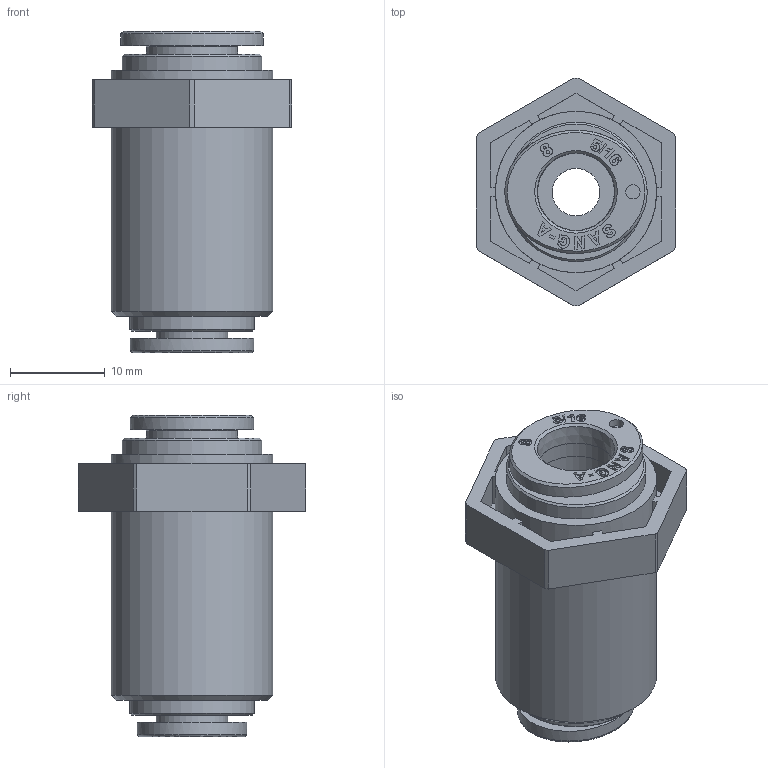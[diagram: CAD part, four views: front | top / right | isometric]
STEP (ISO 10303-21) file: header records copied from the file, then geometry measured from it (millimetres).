
FILE_DESCRIPTION((''),'2;1');
FILE_NAME('CR-PPM 0806.stp','2020-08-25T15:51:54',('user'),(''),'Autodesk Inventor 2013','Autodesk Inventor 2013','');
FILE_SCHEMA(('AUTOMOTIVE_DESIGN { 1 0 10303 214 1 1 1 1 }'));
Length unit declared in the file: millimetre
Products named in the file (8): 조립품17; CR-PPM 0806 BODY; CR-COLLAR 08; HR-Collar 08L(SUS); CR-SLEEVE 08; CR-COLLAR 06; HR-Collar 06L(SUS); CR-SLEEVE 06
Assembly tree (7 placements, depth 3):
  조립품17
    CR-PPM 0806 BODY
    CR-COLLAR 08
      HR-Collar 08L(SUS)
      CR-SLEEVE 08
    CR-COLLAR 06
      HR-Collar 06L(SUS)
      CR-SLEEVE 06
Bounding box: 21 x 24 x 33.85 mm (x, y, z)
Volume: 6066.4 mm3; surface area: 4469.7 mm2
Topology: 5 solids, 5 shells, 631 faces, 1758 edges, 1171 vertices
Faces by surface type: plane 551, bspline 40, cylinder 32, cone 8
Full cylindrical faces by diameter (mm): 1.5 x1, 2 x1, 5 x1, 6.198 x1, 6.2 x1, 7.5 x1, 8.2 x2, 9.6 x1, 13.15 x1, 14.7 x1, 17 x2
Entity records: 20699 total; most frequent: CARTESIAN_POINT 4377, ORIENTED_EDGE 3458, DIRECTION 3096, EDGE_CURVE 1729, VECTOR 1564, LINE 1564, VERTEX_POINT 1165, AXIS2_PLACEMENT_3D 766
